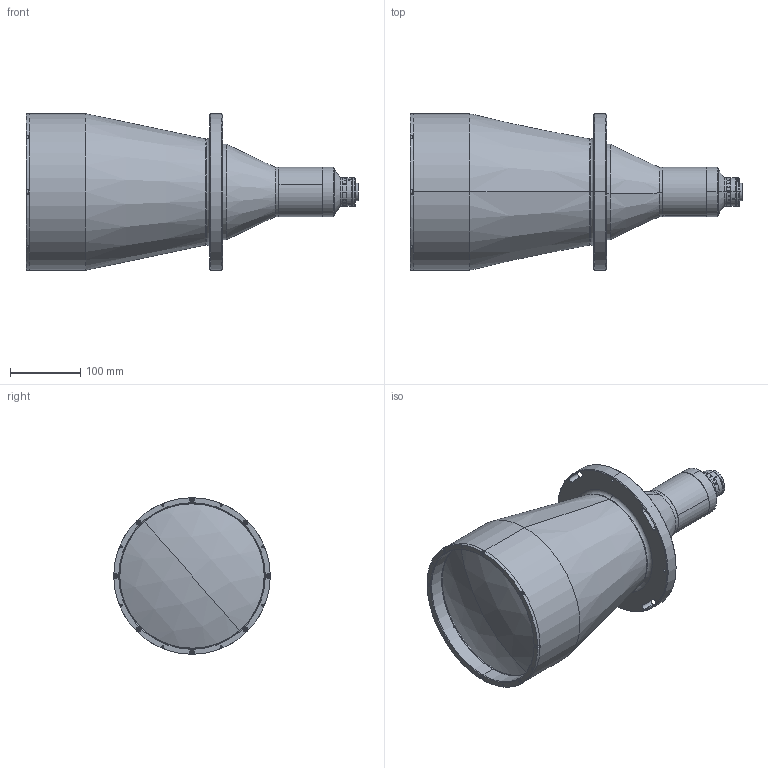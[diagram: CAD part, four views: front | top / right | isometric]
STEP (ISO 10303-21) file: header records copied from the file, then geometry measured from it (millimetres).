
FILE_DESCRIPTION (( 'STEP AP203' ), '1' );
FILE_NAME ('XF-PTL19508-C.STEP', '2019-07-22T08:17:56', ( 'puyufan' ), ( '' ), 'SwSTEP 2.0', 'SolidWorks 2014', '' );
FILE_SCHEMA (( 'CONFIG_CONTROL_DESIGN' ));
Length unit declared in the file: millimetre
Products named in the file (1): XF-PTL19508-C
Bounding box: 471.16 x 222 x 222 mm (x, y, z)
Surface area: 355921.8 mm2 (no closed solid volume)
Topology: 0 solids, 39 shells, 272 faces, 1226 edges, 985 vertices
Faces by surface type: cylinder 125, plane 89, cone 40, torus 16, sphere 2
Entity records: 17973 total; most frequent: CARTESIAN_POINT 8106, DIRECTION 2026, ORIENTED_EDGE 1756, EDGE_CURVE 1218, VERTEX_POINT 985, AXIS2_PLACEMENT_3D 781, CIRCLE 508, LINE 464
